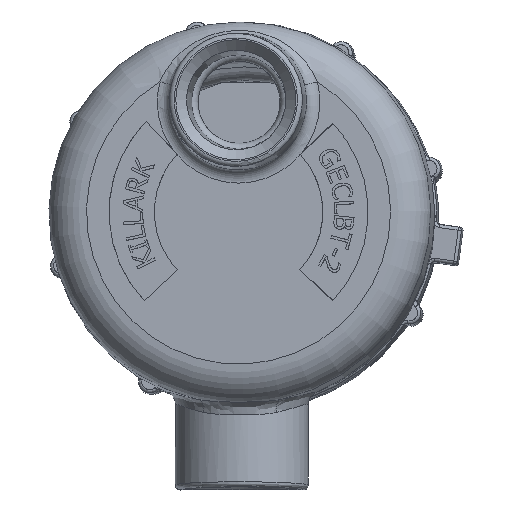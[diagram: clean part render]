
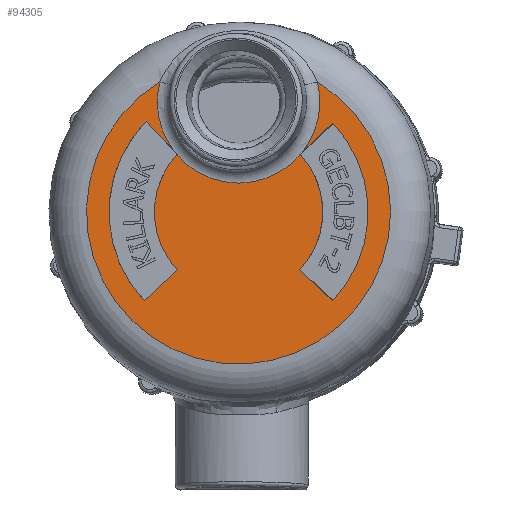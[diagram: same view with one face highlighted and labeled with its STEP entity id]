
A CAD part, front view. The second image highlights one B-rep face of the part: STEP entity #94305.
In plain terms, the highlighted face is planar.
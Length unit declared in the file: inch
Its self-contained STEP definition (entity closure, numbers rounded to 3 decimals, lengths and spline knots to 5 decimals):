
#93955=CARTESIAN_POINT('',(0.61864,0.,0.58143));
#93956=VERTEX_POINT('',#93955);
#93968=CARTESIAN_POINT('',(0.75968,0.,1.25491));
#93969=VERTEX_POINT('',#93968);
#93970=CARTESIAN_POINT('',(0.0,0.,1.0625));
#93971=DIRECTION('',(0.0,-1.0,0.0));
#93972=DIRECTION('',(0.0,0.0,-1.0));
#93973=AXIS2_PLACEMENT_3D('',#93970,#93971,#93972);
#93974=CIRCLE('',#93973,0.78367);
#93975=EDGE_CURVE('',#93956,#93969,#93974,.T.);
#93985=CARTESIAN_POINT('',(-0.75968,0.,1.25491));
#93986=VERTEX_POINT('',#93985);
#93994=CARTESIAN_POINT('',(-0.63141,0.,0.59832));
#93995=VERTEX_POINT('',#93994);
#93996=CARTESIAN_POINT('',(0.0,0.,1.0625));
#93997=DIRECTION('',(0.0,-1.0,0.0));
#93998=DIRECTION('',(0.0,0.0,-1.0));
#93999=AXIS2_PLACEMENT_3D('',#93996,#93997,#93998);
#94000=CIRCLE('',#93999,0.78367);
#94001=EDGE_CURVE('',#93986,#93995,#94000,.T.);
#94014=CARTESIAN_POINT('',(-0.59536,0.,0.5529));
#94015=VERTEX_POINT('',#94014);
#94023=CARTESIAN_POINT('',(0.59536,0.,0.5529));
#94024=VERTEX_POINT('',#94023);
#94025=CARTESIAN_POINT('',(0.0,0.,1.0625));
#94026=DIRECTION('',(0.0,-1.0,0.0));
#94027=DIRECTION('',(0.0,0.0,-1.0));
#94028=AXIS2_PLACEMENT_3D('',#94025,#94026,#94027);
#94029=CIRCLE('',#94028,0.78367);
#94030=EDGE_CURVE('',#94015,#94024,#94029,.T.);
#94147=CARTESIAN_POINT('',(0.0,0.,0.0));
#94148=DIRECTION('',(0.0,1.0,0.0));
#94149=DIRECTION('',(1.0,0.0,0.0));
#94150=AXIS2_PLACEMENT_3D('',#94147,#94148,#94149);
#94151=CIRCLE('',#94150,1.46694);
#94152=EDGE_CURVE('',#93969,#93986,#94151,.T.);
#94230=CARTESIAN_POINT('',(0.92922,0.,0.0));
#94231=DIRECTION('',(0.0,-1.0,0.0));
#94232=DIRECTION('',(0.0,0.0,-1.0));
#94233=AXIS2_PLACEMENT_3D('',#94230,#94231,#94232);
#94234=PLANE('',#94233);
#94235=ORIENTED_EDGE('',*,*,#93975,.F.);
#94236=CARTESIAN_POINT('',(0.91085,0.,0.85607));
#94237=VERTEX_POINT('',#94236);
#94238=CARTESIAN_POINT('',(0.61864,0.,0.58143));
#94239=DIRECTION('',(0.729,0.0,0.685));
#94240=VECTOR('',#94239,0.40101);
#94241=LINE('',#94238,#94240);
#94242=EDGE_CURVE('',#93956,#94237,#94241,.T.);
#94243=ORIENTED_EDGE('',*,*,#94242,.T.);
#94244=CARTESIAN_POINT('',(0.91085,0.,-0.85607));
#94245=VERTEX_POINT('',#94244);
#94246=CARTESIAN_POINT('',(0.0,0.,0.0));
#94247=DIRECTION('',(0.0,1.0,0.0));
#94248=DIRECTION('',(0.729,0.0,-0.685));
#94249=AXIS2_PLACEMENT_3D('',#94246,#94247,#94248);
#94250=CIRCLE('',#94249,1.25);
#94251=EDGE_CURVE('',#94237,#94245,#94250,.T.);
#94252=ORIENTED_EDGE('',*,*,#94251,.T.);
#94253=CARTESIAN_POINT('',(0.59205,0.,-0.55644));
#94254=VERTEX_POINT('',#94253);
#94255=CARTESIAN_POINT('',(0.91085,0.,-0.85607));
#94256=DIRECTION('',(-0.729,0.0,0.685));
#94257=VECTOR('',#94256,0.4375);
#94258=LINE('',#94255,#94257);
#94259=EDGE_CURVE('',#94245,#94254,#94258,.T.);
#94260=ORIENTED_EDGE('',*,*,#94259,.T.);
#94261=CARTESIAN_POINT('',(0.0,0.,0.0));
#94262=DIRECTION('',(0.0,-1.0,0.0));
#94263=DIRECTION('',(-0.729,0.0,0.685));
#94264=AXIS2_PLACEMENT_3D('',#94261,#94262,#94263);
#94265=CIRCLE('',#94264,0.8125);
#94266=EDGE_CURVE('',#94254,#94024,#94265,.T.);
#94267=ORIENTED_EDGE('',*,*,#94266,.T.);
#94268=ORIENTED_EDGE('',*,*,#94030,.F.);
#94269=CARTESIAN_POINT('',(-0.59205,0.,-0.55644));
#94270=VERTEX_POINT('',#94269);
#94271=CARTESIAN_POINT('',(0.0,0.,0.0));
#94272=DIRECTION('',(0.0,-1.0,0.0));
#94273=DIRECTION('',(0.729,0.0,-0.685));
#94274=AXIS2_PLACEMENT_3D('',#94271,#94272,#94273);
#94275=CIRCLE('',#94274,0.8125);
#94276=EDGE_CURVE('',#94015,#94270,#94275,.T.);
#94277=ORIENTED_EDGE('',*,*,#94276,.T.);
#94278=CARTESIAN_POINT('',(-0.91085,0.,-0.85607));
#94279=VERTEX_POINT('',#94278);
#94280=CARTESIAN_POINT('',(-0.59205,0.,-0.55644));
#94281=DIRECTION('',(-0.729,0.0,-0.685));
#94282=VECTOR('',#94281,0.4375);
#94283=LINE('',#94280,#94282);
#94284=EDGE_CURVE('',#94270,#94279,#94283,.T.);
#94285=ORIENTED_EDGE('',*,*,#94284,.T.);
#94286=CARTESIAN_POINT('',(-0.89205,0.,0.87564));
#94287=VERTEX_POINT('',#94286);
#94288=CARTESIAN_POINT('',(0.0,0.,0.0));
#94289=DIRECTION('',(0.0,1.0,0.0));
#94290=DIRECTION('',(-0.714,0.0,0.701));
#94291=AXIS2_PLACEMENT_3D('',#94288,#94289,#94290);
#94292=CIRCLE('',#94291,1.25);
#94293=EDGE_CURVE('',#94279,#94287,#94292,.T.);
#94294=ORIENTED_EDGE('',*,*,#94293,.T.);
#94295=CARTESIAN_POINT('',(-0.89205,0.,0.87564));
#94296=DIRECTION('',(0.685,0.0,-0.729));
#94297=VECTOR('',#94296,0.38058);
#94298=LINE('',#94295,#94297);
#94299=EDGE_CURVE('',#94287,#93995,#94298,.T.);
#94300=ORIENTED_EDGE('',*,*,#94299,.T.);
#94301=ORIENTED_EDGE('',*,*,#94001,.F.);
#94302=ORIENTED_EDGE('',*,*,#94152,.F.);
#94303=EDGE_LOOP('',(#94235,#94243,#94252,#94260,#94267,#94268,#94277,#94285,#94294,#94300,#94301,#94302));
#94304=FACE_OUTER_BOUND('',#94303,.T.);
#94305=ADVANCED_FACE('',(#94304),#94234,.T.);
